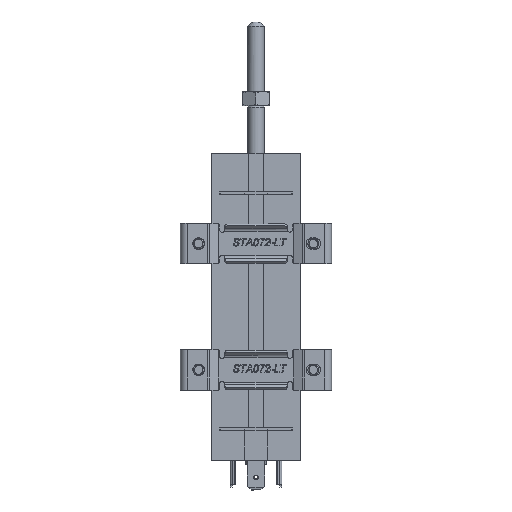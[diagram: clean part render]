
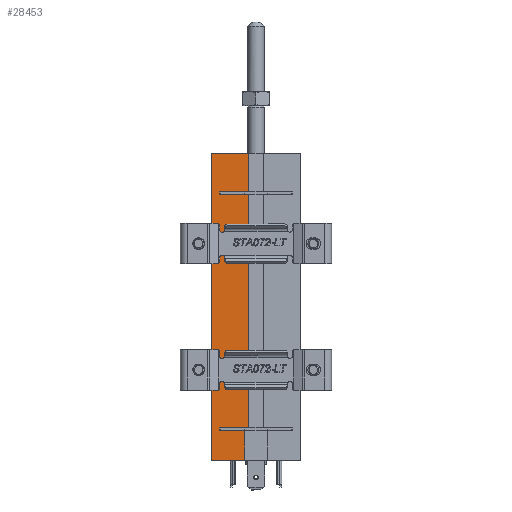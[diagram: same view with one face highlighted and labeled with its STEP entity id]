
A CAD part, front view. The second image highlights one B-rep face of the part: STEP entity #28453.
In plain terms, the highlighted planar face has unit normal (0, -1, 0).
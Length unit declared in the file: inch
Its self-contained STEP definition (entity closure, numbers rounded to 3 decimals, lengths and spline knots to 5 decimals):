
#131 = AXIS2_PLACEMENT_3D ( 'NONE', #23936, #12102, #39315 ) ;
#645 = CARTESIAN_POINT ( 'NONE',  ( 0.54724, 0., -3.40551 ) ) ;
#2328 = DIRECTION ( 'NONE',  ( 0., 0., 1. ) ) ;
#4279 = CARTESIAN_POINT ( 'NONE',  ( 0., 0., -3.87795 ) ) ;
#4748 = VERTEX_POINT ( 'NONE', #645 ) ;
#5204 = VECTOR ( 'NONE', #51555, 39.37008 ) ;
#7394 = LINE ( 'NONE', #13658, #38645 ) ;
#8693 = VECTOR ( 'NONE', #30244, 39.37008 ) ;
#9979 = ORIENTED_EDGE ( 'NONE', *, *, #40620, .T. ) ;
#10411 = CARTESIAN_POINT ( 'NONE',  ( 0.48819, 0., -3.44488 ) ) ;
#10912 = CARTESIAN_POINT ( 'NONE',  ( 0., 0., -3.87795 ) ) ;
#11057 = ORIENTED_EDGE ( 'NONE', *, *, #24765, .F. ) ;
#11555 = EDGE_LOOP ( 'NONE', ( #59821, #35074, #60858, #52881, #36876, #11057, #61882, #66466, #56465, #69393, #9979, #68760 ) ) ;
#12102 = DIRECTION ( 'NONE',  ( 0., -1., 0. ) ) ;
#12885 = EDGE_CURVE ( 'NONE', #63314, #66730, #48398, .T. ) ;
#13065 = VERTEX_POINT ( 'NONE', #28907 ) ;
#13658 = CARTESIAN_POINT ( 'NONE',  ( 0., 0., 0.60236 ) ) ;
#16227 = LINE ( 'NONE', #28879, #66788 ) ;
#16631 = LINE ( 'NONE', #47115, #46989 ) ;
#18022 = CARTESIAN_POINT ( 'NONE',  ( 0.11811, 0., 0. ) ) ;
#18681 = DIRECTION ( 'NONE',  ( 0., 0., 1. ) ) ;
#19096 = DIRECTION ( 'NONE',  ( 0., 0., -1. ) ) ;
#19181 = FACE_OUTER_BOUND ( 'NONE', #11555, .T. ) ;
#20620 = VECTOR ( 'NONE', #45056, 39.37008 ) ;
#20909 = CARTESIAN_POINT ( 'NONE',  ( 1.20079, 0., -3.44488 ) ) ;
#22474 = DIRECTION ( 'NONE',  ( 0., 0., 1. ) ) ;
#23304 = DIRECTION ( 'NONE',  ( -1., 0., 0. ) ) ;
#23452 = VECTOR ( 'NONE', #2328, 39.37008 ) ;
#23936 = CARTESIAN_POINT ( 'NONE',  ( 0., 0., 0.03937 ) ) ;
#24041 = LINE ( 'NONE', #76722, #45951 ) ;
#24716 = PLANE ( 'NONE',  #131 ) ;
#24765 = EDGE_CURVE ( 'NONE', #68028, #13065, #55068, .T. ) ;
#25190 = EDGE_CURVE ( 'NONE', #78266, #26957, #7394, .T. ) ;
#26191 = DIRECTION ( 'NONE',  ( 0., 0., 1. ) ) ;
#26957 = VERTEX_POINT ( 'NONE', #52078 ) ;
#28453 = ADVANCED_FACE ( 'NONE', ( #19181 ), #24716, .T. ) ;
#28879 = CARTESIAN_POINT ( 'NONE',  ( 0.09843, 0., 0.03937 ) ) ;
#28907 = CARTESIAN_POINT ( 'NONE',  ( 0.48819, 0., -3.87795 ) ) ;
#29062 = DIRECTION ( 'NONE',  ( 1., 0., 0. ) ) ;
#30244 = DIRECTION ( 'NONE',  ( -1., 0., 0. ) ) ;
#30568 = VECTOR ( 'NONE', #29062, 39.37008 ) ;
#31803 = EDGE_CURVE ( 'NONE', #26957, #35983, #57042, .T. ) ;
#32100 = CARTESIAN_POINT ( 'NONE',  ( 0., 0., 0.03937 ) ) ;
#32672 = CARTESIAN_POINT ( 'NONE',  ( 0.54724, 0., -3.40551 ) ) ;
#33281 = EDGE_CURVE ( 'NONE', #4748, #66730, #16631, .T. ) ;
#33533 = VECTOR ( 'NONE', #19096, 39.37008 ) ;
#33877 = EDGE_CURVE ( 'NONE', #35983, #13065, #60261, .T. ) ;
#35074 = ORIENTED_EDGE ( 'NONE', *, *, #73522, .T. ) ;
#35286 = CARTESIAN_POINT ( 'NONE',  ( 0.11811, 0., -3.44488 ) ) ;
#35377 = CARTESIAN_POINT ( 'NONE',  ( 0.11811, 0., -3.40551 ) ) ;
#35983 = VERTEX_POINT ( 'NONE', #4279 ) ;
#36072 = VERTEX_POINT ( 'NONE', #18022 ) ;
#36347 = EDGE_CURVE ( 'NONE', #36072, #61949, #63309, .T. ) ;
#36876 = ORIENTED_EDGE ( 'NONE', *, *, #33877, .T. ) ;
#38233 = LINE ( 'NONE', #32672, #23452 ) ;
#38645 = VECTOR ( 'NONE', #57429, 39.37008 ) ;
#39315 = DIRECTION ( 'NONE',  ( 0., 0., -1. ) ) ;
#40354 = DIRECTION ( 'NONE',  ( 1., 0., 0. ) ) ;
#40620 = EDGE_CURVE ( 'NONE', #47716, #36072, #48493, .T. ) ;
#41359 = CARTESIAN_POINT ( 'NONE',  ( 1.20079, 0., 0. ) ) ;
#43886 = VERTEX_POINT ( 'NONE', #66183 ) ;
#45056 = DIRECTION ( 'NONE',  ( 1., 0., 0. ) ) ;
#45951 = VECTOR ( 'NONE', #22474, 39.37008 ) ;
#46989 = VECTOR ( 'NONE', #23304, 39.37008 ) ;
#47115 = CARTESIAN_POINT ( 'NONE',  ( 1.20079, 0., -3.40551 ) ) ;
#47716 = VERTEX_POINT ( 'NONE', #62984 ) ;
#48398 = LINE ( 'NONE', #35286, #62696 ) ;
#48493 = LINE ( 'NONE', #41359, #8693 ) ;
#48629 = CARTESIAN_POINT ( 'NONE',  ( 0.54134, 0., 0.60236 ) ) ;
#49886 = CARTESIAN_POINT ( 'NONE',  ( 0.11811, 0., 0.03937 ) ) ;
#51555 = DIRECTION ( 'NONE',  ( 0., 0., -1. ) ) ;
#52078 = CARTESIAN_POINT ( 'NONE',  ( 0., 0., 0.60236 ) ) ;
#52794 = EDGE_CURVE ( 'NONE', #63314, #68028, #62789, .T. ) ;
#52881 = ORIENTED_EDGE ( 'NONE', *, *, #31803, .T. ) ;
#53821 = VECTOR ( 'NONE', #26191, 39.37008 ) ;
#55068 = LINE ( 'NONE', #59842, #33533 ) ;
#56465 = ORIENTED_EDGE ( 'NONE', *, *, #33281, .F. ) ;
#57042 = LINE ( 'NONE', #32100, #5204 ) ;
#57400 = EDGE_CURVE ( 'NONE', #61949, #43886, #16227, .T. ) ;
#57429 = DIRECTION ( 'NONE',  ( -1., 0., 0. ) ) ;
#59821 = ORIENTED_EDGE ( 'NONE', *, *, #57400, .T. ) ;
#59842 = CARTESIAN_POINT ( 'NONE',  ( 0.48819, 0., -3.44488 ) ) ;
#60261 = LINE ( 'NONE', #10912, #30568 ) ;
#60858 = ORIENTED_EDGE ( 'NONE', *, *, #25190, .T. ) ;
#61882 = ORIENTED_EDGE ( 'NONE', *, *, #52794, .F. ) ;
#61949 = VERTEX_POINT ( 'NONE', #49886 ) ;
#62696 = VECTOR ( 'NONE', #18681, 39.37008 ) ;
#62789 = LINE ( 'NONE', #20909, #20620 ) ;
#62984 = CARTESIAN_POINT ( 'NONE',  ( 0.54724, 0., 0. ) ) ;
#63309 = LINE ( 'NONE', #69647, #53821 ) ;
#63314 = VERTEX_POINT ( 'NONE', #68840 ) ;
#63373 = EDGE_CURVE ( 'NONE', #4748, #47716, #38233, .T. ) ;
#66183 = CARTESIAN_POINT ( 'NONE',  ( 0.54134, 0., 0.03937 ) ) ;
#66466 = ORIENTED_EDGE ( 'NONE', *, *, #12885, .T. ) ;
#66730 = VERTEX_POINT ( 'NONE', #35377 ) ;
#66788 = VECTOR ( 'NONE', #40354, 39.37008 ) ;
#68028 = VERTEX_POINT ( 'NONE', #10411 ) ;
#68760 = ORIENTED_EDGE ( 'NONE', *, *, #36347, .T. ) ;
#68840 = CARTESIAN_POINT ( 'NONE',  ( 0.11811, 0., -3.44488 ) ) ;
#69393 = ORIENTED_EDGE ( 'NONE', *, *, #63373, .T. ) ;
#69647 = CARTESIAN_POINT ( 'NONE',  ( 0.11811, 0., 0.03937 ) ) ;
#73522 = EDGE_CURVE ( 'NONE', #43886, #78266, #24041, .T. ) ;
#76722 = CARTESIAN_POINT ( 'NONE',  ( 0.54134, 0., 0.03937 ) ) ;
#78266 = VERTEX_POINT ( 'NONE', #48629 ) ;
